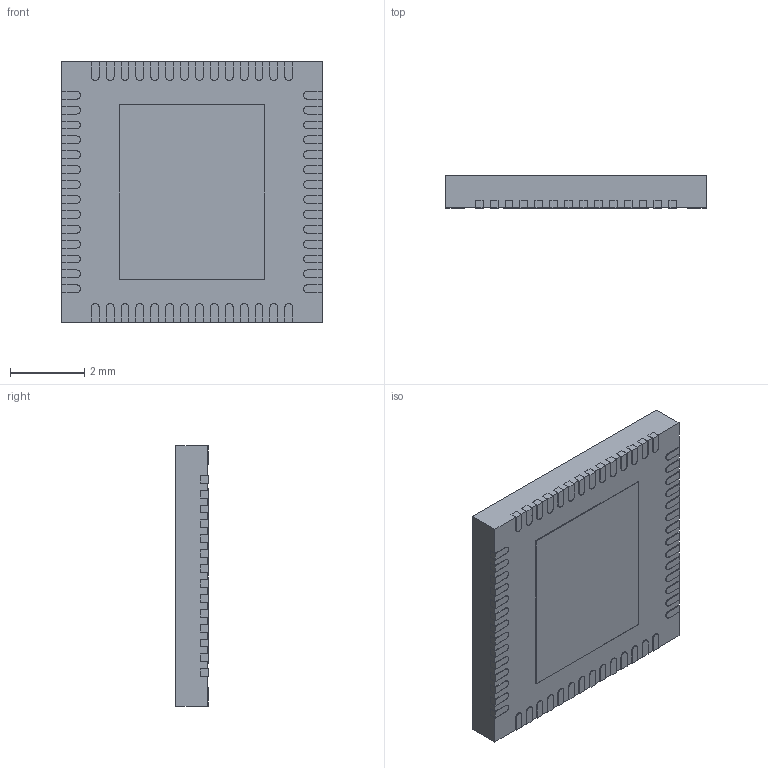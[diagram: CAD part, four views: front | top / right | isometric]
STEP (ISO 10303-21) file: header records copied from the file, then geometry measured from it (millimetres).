
FILE_DESCRIPTION (( 'STEP AP214' ), '1' );
FILE_NAME ('User Library-HQFN 56.STEP', '2021-04-06T07:56:51', ( '' ), ( '' ), 'SwSTEP 2.0', 'SolidWorks 2020', '' );
FILE_SCHEMA (( 'AUTOMOTIVE_DESIGN' ));
Length unit declared in the file: millimetre
Products named in the file (1): User Library-HQFN 56
Bounding box: 7 x 0.87 x 7 mm (x, y, z)
Volume: 42.1 mm3; surface area: 123.7 mm2
Topology: 1 solids, 1 shells, 656 faces, 1908 edges, 1272 vertices
Faces by surface type: plane 557, cylinder 70, bspline 27, cone 2
Entity records: 23117 total; most frequent: CARTESIAN_POINT 5608, ORIENTED_EDGE 3816, DIRECTION 3258, EDGE_CURVE 1908, VECTOR 1710, LINE 1710, VERTEX_POINT 1272, AXIS2_PLACEMENT_3D 774
